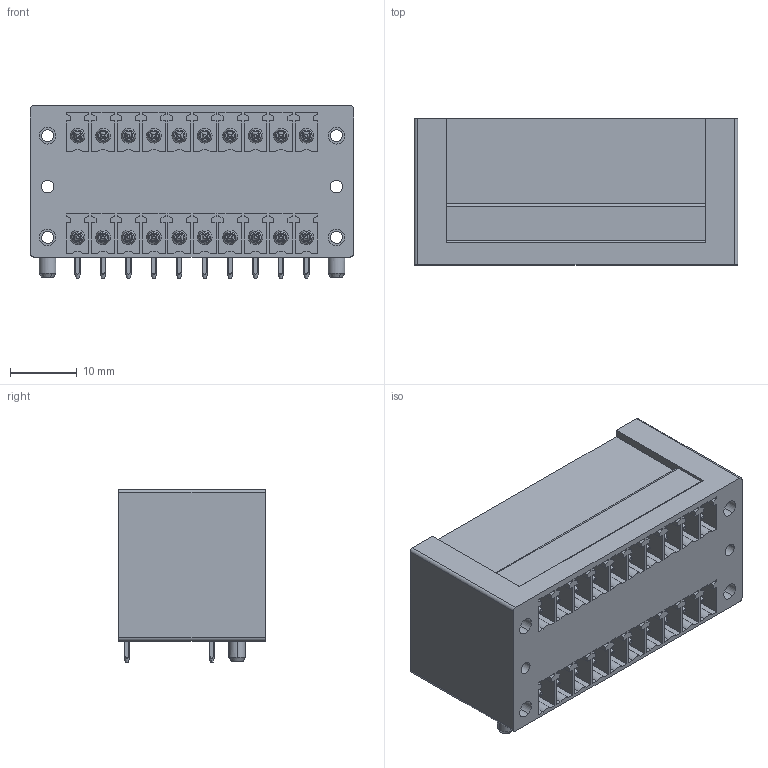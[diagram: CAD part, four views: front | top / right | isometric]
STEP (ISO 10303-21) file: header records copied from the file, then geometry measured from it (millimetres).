
FILE_DESCRIPTION(('CATIA V5 STEP Exchange','CAx-IF Rec.Pracs.--- Model Styling and Organization---1.2---2011-12-15'),'2;1');
FILE_NAME ('D1460815_0_1973660000_1973660000.stp','2018-09-29T07:59:05+00:00',('none'),('Weidmueller'),'CATIA Version 5-6 Release 2014','CATIA V5 STEP AP214','none');
FILE_SCHEMA(('AUTOMOTIVE_DESIGN { 1 0 10303 214 1 1 1 1 }'));
Length unit declared in the file: millimetre
Products named in the file (1): 1973660000
Bounding box: 48.49 x 21.9 x 25.9 mm (x, y, z)
Volume: 20711.7 mm3; surface area: 11766.8 mm2
Topology: 23 solids, 23 shells, 1334 faces, 3632 edges, 2388 vertices
Faces by surface type: plane 840, cylinder 330, cone 124, torus 40
Entity records: 40507 total; most frequent: CARTESIAN_POINT 11087, ORIENTED_EDGE 7264, DIRECTION 4104, EDGE_CURVE 3632, VECTOR 2484, LINE 2484, VERTEX_POINT 2388, EDGE_LOOP 1430
